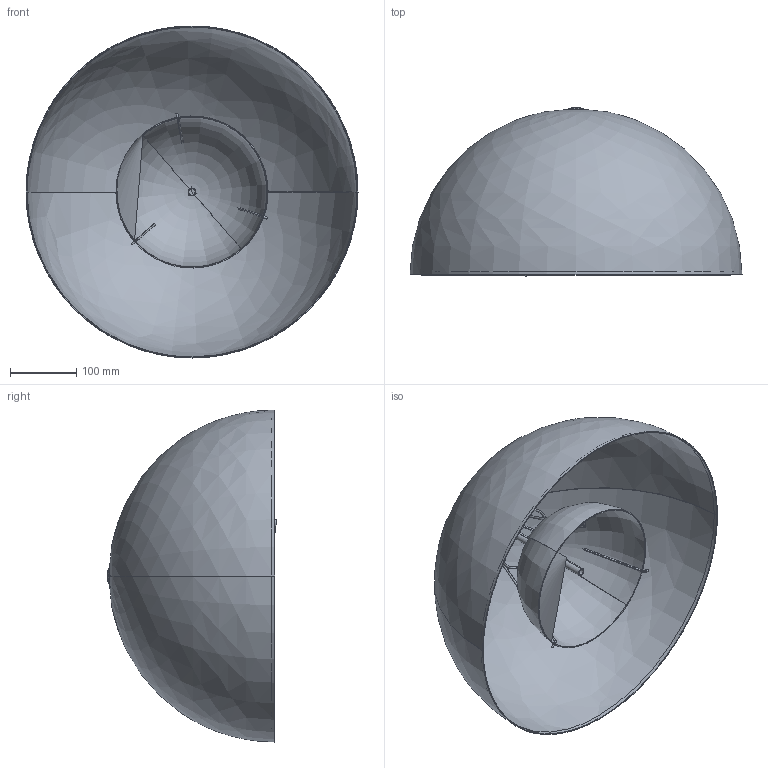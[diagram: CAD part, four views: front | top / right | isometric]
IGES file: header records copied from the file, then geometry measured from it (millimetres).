
Start section: SolidWorks IGES file using analytic representation for surfaces
Global section: file name: FlowerPot Big.IGS; native system: SolidWorks 2008; preprocessor: SolidWorks 2008; author: nna; date: 100804.104830; units: millimetre
Bounding box: 500 x 254.89 x 500 mm (x, y, z)
Surface area: 927855.8 mm2 (no closed solid volume)
Topology: 0 solids, 0 shells, 71 faces, 1417 edges, 1414 vertices
Faces by surface type: revolution 48, bspline 23
